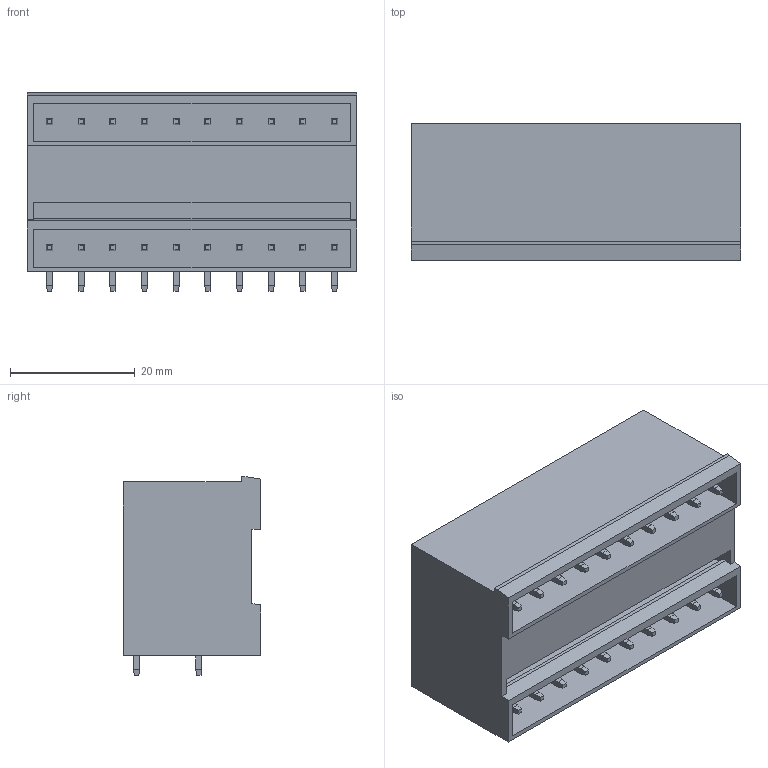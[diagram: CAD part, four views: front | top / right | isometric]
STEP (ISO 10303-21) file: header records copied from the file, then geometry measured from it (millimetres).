
FILE_DESCRIPTION(('CATIA V5 STEP Exchange','CAx-IF Rec.Pracs.--- Model Styling and Organization---1.2---2011-12-15'),'2;1');
FILE_NAME ('D1453107_0_1601870000_1601870000.stp','2018-11-03T04:22:18+00:00',('none'),('Weidmueller'),'CATIA Version 5-6 Release 2014','CATIA V5 STEP AP214','none');
FILE_SCHEMA(('AUTOMOTIVE_DESIGN { 1 0 10303 214 1 1 1 1 }'));
Length unit declared in the file: millimetre
Products named in the file (1): 1601870000
Bounding box: 52.8 x 22 x 31.88 mm (x, y, z)
Volume: 15886.1 mm3; surface area: 16081.7 mm2
Topology: 21 solids, 21 shells, 474 faces, 1130 edges, 700 vertices
Faces by surface type: plane 474
Entity records: 11618 total; most frequent: ORIENTED_EDGE 2260, CARTESIAN_POINT 2164, DIRECTION 1316, EDGE_CURVE 1130, VECTOR 970, LINE 970, VERTEX_POINT 700, EDGE_LOOP 516
